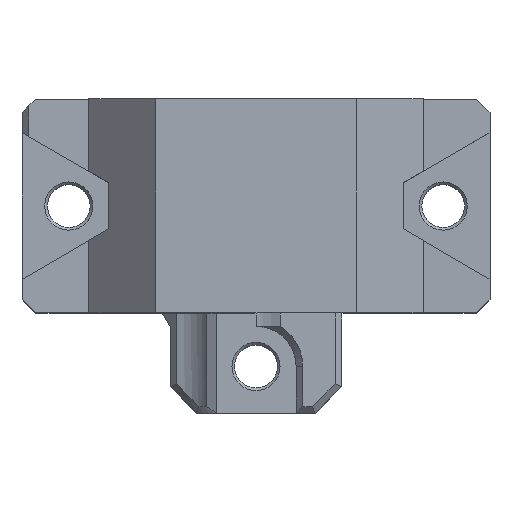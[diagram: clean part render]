
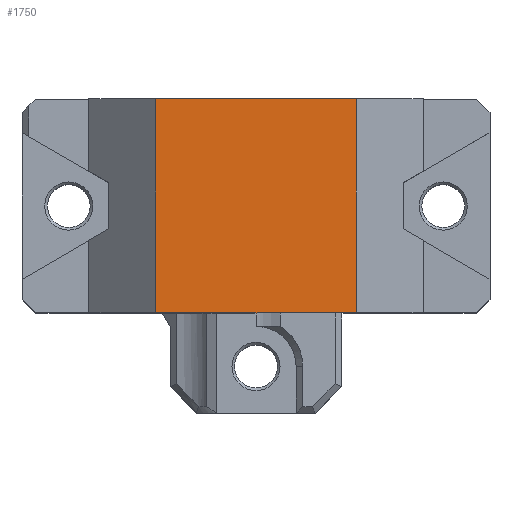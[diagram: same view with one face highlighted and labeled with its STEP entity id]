
A CAD part, top view. The second image highlights one B-rep face of the part: STEP entity #1750.
In plain terms, the highlighted planar face has unit normal (0, 0, 1).
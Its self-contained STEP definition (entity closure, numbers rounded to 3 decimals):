
#128=FACE_OUTER_BOUND('',#231,.T.);
#231=EDGE_LOOP('',(#1381,#1382,#1383,#1384));
#310=LINE('',#2448,#523);
#399=LINE('',#2660,#612);
#429=LINE('',#2719,#642);
#434=LINE('',#2728,#647);
#523=VECTOR('',#1981,10.);
#612=VECTOR('',#2140,10.);
#642=VECTOR('',#2192,10.);
#647=VECTOR('',#2199,10.);
#734=VERTEX_POINT('',#2445);
#735=VERTEX_POINT('',#2447);
#812=VERTEX_POINT('',#2657);
#813=VERTEX_POINT('',#2659);
#905=EDGE_CURVE('',#735,#734,#310,.T.);
#1009=EDGE_CURVE('',#813,#812,#399,.T.);
#1040=EDGE_CURVE('',#734,#813,#429,.T.);
#1045=EDGE_CURVE('',#812,#735,#434,.T.);
#1381=ORIENTED_EDGE('',*,*,#1009,.T.);
#1382=ORIENTED_EDGE('',*,*,#1045,.T.);
#1383=ORIENTED_EDGE('',*,*,#905,.T.);
#1384=ORIENTED_EDGE('',*,*,#1040,.T.);
#1675=PLANE('',#1871);
#1750=ADVANCED_FACE('',(#128),#1675,.T.);
#1871=AXIS2_PLACEMENT_3D('',#2727,#2197,#2198);
#1981=DIRECTION('',(1.,0.,0.));
#2140=DIRECTION('',(-1.,0.,0.));
#2192=DIRECTION('',(0.,1.,0.));
#2197=DIRECTION('center_axis',(0.,0.,1.));
#2198=DIRECTION('ref_axis',(1.,0.,0.));
#2199=DIRECTION('',(0.,-1.,0.));
#2445=CARTESIAN_POINT('',(42.5,-4.75,25.295));
#2447=CARTESIAN_POINT('',(27.5,-4.75,25.295));
#2448=CARTESIAN_POINT('',(42.75,-4.75,25.295));
#2657=CARTESIAN_POINT('',(27.5,11.25,25.295));
#2659=CARTESIAN_POINT('',(42.5,11.25,25.295));
#2660=CARTESIAN_POINT('',(27.25,11.25,25.295));
#2719=CARTESIAN_POINT('',(42.5,-1.75,25.295));
#2727=CARTESIAN_POINT('Origin',(35.,12.25,25.295));
#2728=CARTESIAN_POINT('',(27.5,-1.75,25.295));
